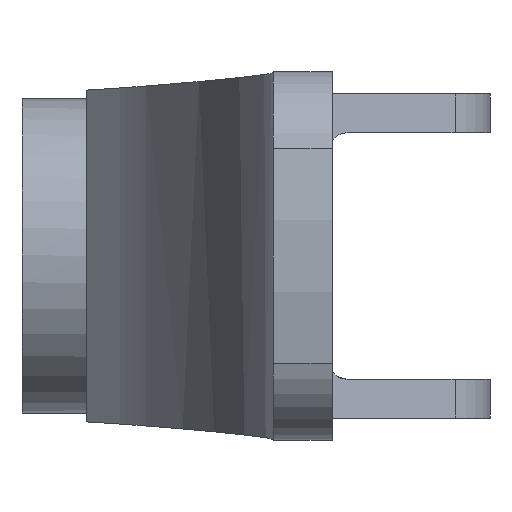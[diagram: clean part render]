
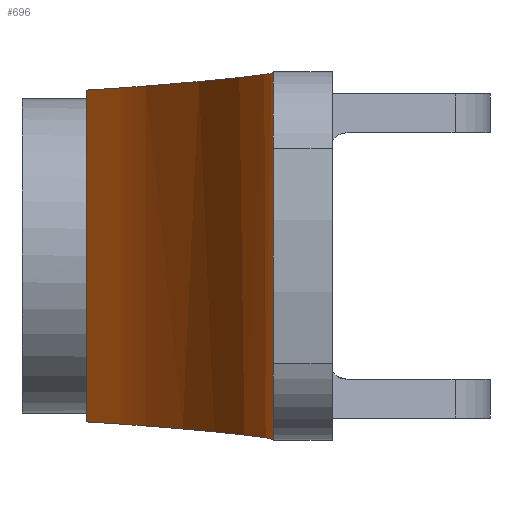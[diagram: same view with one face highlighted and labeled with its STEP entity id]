
A CAD part, left-side view. The second image highlights one B-rep face of the part: STEP entity #696.
In plain terms, the highlighted cylindrical face has radius 27.224 mm (diameter 54.447 mm), a partial arc.
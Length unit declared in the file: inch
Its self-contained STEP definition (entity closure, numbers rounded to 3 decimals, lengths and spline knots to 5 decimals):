
#19=B_SPLINE_CURVE_WITH_KNOTS('',3,(#1091,#1092,#1093,#1094,#1095,#1096),
 .UNSPECIFIED.,.F.,.F.,(4,2,4),(6.13098,6.15597,6.36141),
 .UNSPECIFIED.);
#21=B_SPLINE_CURVE_WITH_KNOTS('',3,(#1120,#1121,#1122,#1123,#1124,#1125,
#1126,#1127,#1128,#1129),.UNSPECIFIED.,.F.,.F.,(4,2,2,2,4),(4.10304,
4.61627,5.1295,5.64274,5.94089),
 .UNSPECIFIED.);
#26=B_SPLINE_CURVE_WITH_KNOTS('',3,(#1255,#1256,#1257,#1258,#1259,#1260),
 .UNSPECIFIED.,.F.,.F.,(4,2,4),(10.05447,10.25991,10.2849),
 .UNSPECIFIED.);
#27=B_SPLINE_CURVE_WITH_KNOTS('',3,(#1265,#1266,#1267,#1268,#1269,#1270,
#1271,#1272,#1273,#1274),.UNSPECIFIED.,.F.,.F.,(4,2,2,2,4),(10.47499,
10.77315,11.28638,11.79961,12.31284),
 .UNSPECIFIED.);
#52=LINE('',#1261,#86);
#53=LINE('',#1263,#87);
#86=VECTOR('',#960,0.3937);
#87=VECTOR('',#961,0.3937);
#157=FACE_OUTER_BOUND('',#209,.T.);
#209=EDGE_LOOP('',(#549,#550,#551,#552,#553,#554,#555,#556,#557,#558));
#246=CIRCLE('',#752,1.07443);
#247=CIRCLE('',#753,1.07442);
#266=CIRCLE('',#790,1.07443);
#267=CIRCLE('',#791,1.07442);
#299=VERTEX_POINT('',#1089);
#300=VERTEX_POINT('',#1090);
#305=VERTEX_POINT('',#1117);
#306=VERTEX_POINT('',#1119);
#307=VERTEX_POINT('',#1130);
#336=VERTEX_POINT('',#1253);
#337=VERTEX_POINT('',#1254);
#338=VERTEX_POINT('',#1262);
#339=VERTEX_POINT('',#1264);
#340=VERTEX_POINT('',#1275);
#372=EDGE_CURVE('',#299,#300,#19,.T.);
#379=EDGE_CURVE('',#305,#306,#21,.T.);
#380=EDGE_CURVE('',#306,#307,#246,.T.);
#381=EDGE_CURVE('',#307,#299,#247,.T.);
#420=EDGE_CURVE('',#336,#337,#26,.T.);
#421=EDGE_CURVE('',#336,#300,#52,.T.);
#422=EDGE_CURVE('',#338,#305,#53,.T.);
#423=EDGE_CURVE('',#339,#338,#27,.T.);
#424=EDGE_CURVE('',#340,#339,#266,.T.);
#425=EDGE_CURVE('',#337,#340,#267,.T.);
#549=ORIENTED_EDGE('',*,*,#420,.F.);
#550=ORIENTED_EDGE('',*,*,#421,.T.);
#551=ORIENTED_EDGE('',*,*,#372,.F.);
#552=ORIENTED_EDGE('',*,*,#381,.F.);
#553=ORIENTED_EDGE('',*,*,#380,.F.);
#554=ORIENTED_EDGE('',*,*,#379,.F.);
#555=ORIENTED_EDGE('',*,*,#422,.F.);
#556=ORIENTED_EDGE('',*,*,#423,.F.);
#557=ORIENTED_EDGE('',*,*,#424,.F.);
#558=ORIENTED_EDGE('',*,*,#425,.F.);
#663=CYLINDRICAL_SURFACE('',#789,1.0718);
#696=ADVANCED_FACE('',(#157),#663,.F.);
#752=AXIS2_PLACEMENT_3D('',#1131,#868,#869);
#753=AXIS2_PLACEMENT_3D('',#1132,#870,#871);
#789=AXIS2_PLACEMENT_3D('',#1252,#958,#959);
#790=AXIS2_PLACEMENT_3D('',#1276,#962,#963);
#791=AXIS2_PLACEMENT_3D('',#1277,#964,#965);
#868=DIRECTION('center_axis',(-0.036,-0.034,0.999));
#869=DIRECTION('ref_axis',(0.669,-0.743,-0.001));
#870=DIRECTION('center_axis',(-0.039,-0.031,0.999));
#871=DIRECTION('ref_axis',(0.7,-0.714,0.005));
#958=DIRECTION('center_axis',(0.,0.,1.));
#959=DIRECTION('ref_axis',(0.,-1.,0.));
#960=DIRECTION('',(0.,0.,-1.));
#961=DIRECTION('',(0.,0.,-1.));
#962=DIRECTION('center_axis',(-0.036,-0.034,-0.999));
#963=DIRECTION('ref_axis',(0.649,-0.761,0.003));
#964=DIRECTION('center_axis',(-0.039,-0.031,-0.999));
#965=DIRECTION('ref_axis',(0.669,-0.743,-0.003));
#1089=CARTESIAN_POINT('',(1.14468,0.4252,-0.33697));
#1090=CARTESIAN_POINT('',(1.20724,0.49213,-0.33249));
#1091=CARTESIAN_POINT('Ctrl Pts',(1.14468,0.4252,-0.33697));
#1092=CARTESIAN_POINT('Ctrl Pts',(1.14702,0.4275,-0.33681));
#1093=CARTESIAN_POINT('Ctrl Pts',(1.14935,0.42981,-0.33664));
#1094=CARTESIAN_POINT('Ctrl Pts',(1.17071,0.45117,-0.33515));
#1095=CARTESIAN_POINT('Ctrl Pts',(1.18929,0.47119,-0.33382));
#1096=CARTESIAN_POINT('Ctrl Pts',(1.20724,0.49213,-0.33249));
#1117=CARTESIAN_POINT('',(0.3937,0.11811,-0.36792));
#1119=CARTESIAN_POINT('',(1.08873,0.37402,-0.34073));
#1120=CARTESIAN_POINT('Ctrl Pts',(0.3937,0.11811,-0.36792));
#1121=CARTESIAN_POINT('Ctrl Pts',(0.46105,0.11811,-0.36703));
#1122=CARTESIAN_POINT('Ctrl Pts',(0.53068,0.12456,-0.36559));
#1123=CARTESIAN_POINT('Ctrl Pts',(0.66916,0.15171,-0.36163));
#1124=CARTESIAN_POINT('Ctrl Pts',(0.73801,0.17241,-0.35911));
#1125=CARTESIAN_POINT('Ctrl Pts',(0.87005,0.22713,-0.35333));
#1126=CARTESIAN_POINT('Ctrl Pts',(0.93334,0.26119,-0.35006));
#1127=CARTESIAN_POINT('Ctrl Pts',(1.02585,0.32341,-0.34471));
#1128=CARTESIAN_POINT('Ctrl Pts',(1.05824,0.34804,-0.34271));
#1129=CARTESIAN_POINT('Ctrl Pts',(1.08873,0.37402,-0.34073));
#1130=CARTESIAN_POINT('',(1.1112,0.3937,-0.33925));
#1131=CARTESIAN_POINT('Origin',(0.39189,1.19182,-0.33789));
#1132=CARTESIAN_POINT('Origin',(0.39207,1.19196,-0.34241));
#1252=CARTESIAN_POINT('Origin',(0.3937,1.18991,0.));
#1253=CARTESIAN_POINT('',(1.20724,0.49213,0.33249));
#1254=CARTESIAN_POINT('',(1.14468,0.4252,0.33697));
#1255=CARTESIAN_POINT('Ctrl Pts',(1.20724,0.49213,0.33249));
#1256=CARTESIAN_POINT('Ctrl Pts',(1.18929,0.47119,0.33382));
#1257=CARTESIAN_POINT('Ctrl Pts',(1.17071,0.45117,0.33515));
#1258=CARTESIAN_POINT('Ctrl Pts',(1.14935,0.42981,0.33664));
#1259=CARTESIAN_POINT('Ctrl Pts',(1.14702,0.4275,0.33681));
#1260=CARTESIAN_POINT('Ctrl Pts',(1.14468,0.4252,0.33697));
#1261=CARTESIAN_POINT('',(1.20724,0.49213,0.));
#1262=CARTESIAN_POINT('',(0.3937,0.11811,0.36792));
#1263=CARTESIAN_POINT('',(0.3937,0.11811,0.));
#1264=CARTESIAN_POINT('',(1.08873,0.37402,0.34073));
#1265=CARTESIAN_POINT('Ctrl Pts',(1.08873,0.37402,0.34073));
#1266=CARTESIAN_POINT('Ctrl Pts',(1.05824,0.34804,0.34271));
#1267=CARTESIAN_POINT('Ctrl Pts',(1.02585,0.32341,0.34471));
#1268=CARTESIAN_POINT('Ctrl Pts',(0.93334,0.26119,0.35006));
#1269=CARTESIAN_POINT('Ctrl Pts',(0.87005,0.22713,0.35333));
#1270=CARTESIAN_POINT('Ctrl Pts',(0.73801,0.17241,0.35911));
#1271=CARTESIAN_POINT('Ctrl Pts',(0.66916,0.15171,0.36163));
#1272=CARTESIAN_POINT('Ctrl Pts',(0.53068,0.12456,0.36559));
#1273=CARTESIAN_POINT('Ctrl Pts',(0.46105,0.11811,0.36703));
#1274=CARTESIAN_POINT('Ctrl Pts',(0.3937,0.11811,0.36792));
#1275=CARTESIAN_POINT('',(1.1112,0.3937,0.33925));
#1276=CARTESIAN_POINT('Origin',(0.39189,1.19182,0.33789));
#1277=CARTESIAN_POINT('Origin',(0.39207,1.19196,0.34241));
